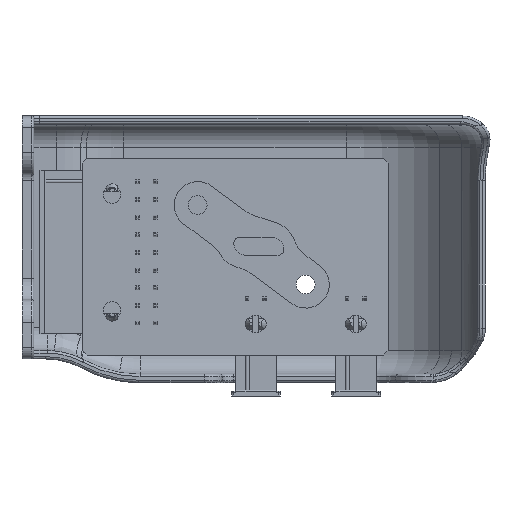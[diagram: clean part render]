
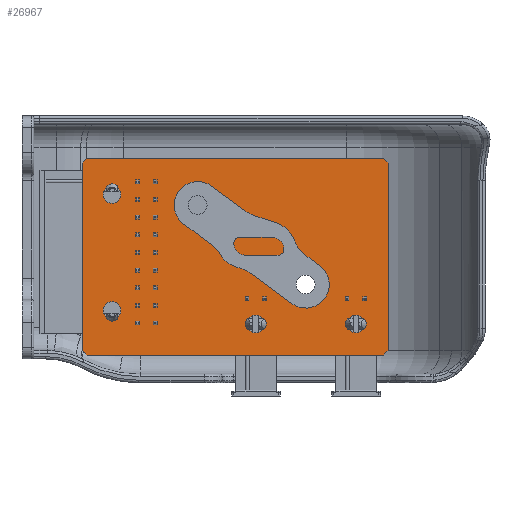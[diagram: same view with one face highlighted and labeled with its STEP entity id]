
A CAD part, left-side view. The second image highlights one B-rep face of the part: STEP entity #26967.
In plain terms, the highlighted planar face has unit normal (-1, 0, 0).
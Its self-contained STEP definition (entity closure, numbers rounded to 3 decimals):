
#306=FACE_BOUND('',#3381,.T.);
#307=FACE_BOUND('',#3382,.T.);
#308=FACE_BOUND('',#3383,.T.);
#309=FACE_BOUND('',#3384,.T.);
#310=FACE_BOUND('',#3385,.T.);
#311=FACE_BOUND('',#3386,.T.);
#459=PLANE('',#28661);
#1792=FACE_OUTER_BOUND('',#3380,.T.);
#3380=EDGE_LOOP('',(#18943,#18944,#18945,#18946,#18947,#18948,#18949,#18950));
#3381=EDGE_LOOP('',(#18951));
#3382=EDGE_LOOP('',(#18952));
#3383=EDGE_LOOP('',(#18953));
#3384=EDGE_LOOP('',(#18954));
#3385=EDGE_LOOP('',(#18955));
#3386=EDGE_LOOP('',(#18956));
#5097=LINE('',#38078,#8592);
#5101=LINE('',#38086,#8596);
#5104=LINE('',#38092,#8599);
#5107=LINE('',#38098,#8602);
#5110=LINE('',#38104,#8605);
#5113=LINE('',#38110,#8608);
#5116=LINE('',#38116,#8611);
#5119=LINE('',#38121,#8614);
#8592=VECTOR('',#30651,10.);
#8596=VECTOR('',#30657,10.);
#8599=VECTOR('',#30662,10.);
#8602=VECTOR('',#30667,10.);
#8605=VECTOR('',#30672,10.);
#8608=VECTOR('',#30677,10.);
#8611=VECTOR('',#30682,10.);
#8614=VECTOR('',#30687,10.);
#12081=CIRCLE('',#28635,1.5);
#12083=CIRCLE('',#28638,1.5);
#12085=CIRCLE('',#28641,1.5);
#12087=CIRCLE('',#28644,1.5);
#12090=CIRCLE('',#28648,1.6);
#12092=CIRCLE('',#28651,1.6);
#12419=VERTEX_POINT('',#38040);
#12421=VERTEX_POINT('',#38046);
#12423=VERTEX_POINT('',#38052);
#12425=VERTEX_POINT('',#38058);
#12428=VERTEX_POINT('',#38066);
#12430=VERTEX_POINT('',#38072);
#12431=VERTEX_POINT('',#38076);
#12432=VERTEX_POINT('',#38077);
#12435=VERTEX_POINT('',#38085);
#12437=VERTEX_POINT('',#38091);
#12439=VERTEX_POINT('',#38097);
#12441=VERTEX_POINT('',#38103);
#12443=VERTEX_POINT('',#38109);
#12445=VERTEX_POINT('',#38115);
#14919=EDGE_CURVE('',#12419,#12419,#12081,.T.);
#14922=EDGE_CURVE('',#12421,#12421,#12083,.T.);
#14925=EDGE_CURVE('',#12423,#12423,#12085,.T.);
#14928=EDGE_CURVE('',#12425,#12425,#12087,.T.);
#14933=EDGE_CURVE('',#12428,#12428,#12090,.T.);
#14936=EDGE_CURVE('',#12430,#12430,#12092,.T.);
#14937=EDGE_CURVE('',#12431,#12432,#5097,.T.);
#14941=EDGE_CURVE('',#12432,#12435,#5101,.T.);
#14944=EDGE_CURVE('',#12435,#12437,#5104,.T.);
#14947=EDGE_CURVE('',#12437,#12439,#5107,.T.);
#14950=EDGE_CURVE('',#12439,#12441,#5110,.T.);
#14953=EDGE_CURVE('',#12443,#12441,#5113,.T.);
#14956=EDGE_CURVE('',#12443,#12445,#5116,.T.);
#14959=EDGE_CURVE('',#12431,#12445,#5119,.T.);
#18943=ORIENTED_EDGE('',*,*,#14959,.F.);
#18944=ORIENTED_EDGE('',*,*,#14937,.T.);
#18945=ORIENTED_EDGE('',*,*,#14941,.T.);
#18946=ORIENTED_EDGE('',*,*,#14944,.T.);
#18947=ORIENTED_EDGE('',*,*,#14947,.T.);
#18948=ORIENTED_EDGE('',*,*,#14950,.T.);
#18949=ORIENTED_EDGE('',*,*,#14953,.F.);
#18950=ORIENTED_EDGE('',*,*,#14956,.T.);
#18951=ORIENTED_EDGE('',*,*,#14919,.T.);
#18952=ORIENTED_EDGE('',*,*,#14922,.T.);
#18953=ORIENTED_EDGE('',*,*,#14925,.T.);
#18954=ORIENTED_EDGE('',*,*,#14928,.T.);
#18955=ORIENTED_EDGE('',*,*,#14936,.T.);
#18956=ORIENTED_EDGE('',*,*,#14933,.T.);
#26967=ADVANCED_FACE('',(#1792,#306,#307,#308,#309,#310,#311),#459,.F.);
#28635=AXIS2_PLACEMENT_3D('',#38041,#30609,#30610);
#28638=AXIS2_PLACEMENT_3D('',#38047,#30616,#30617);
#28641=AXIS2_PLACEMENT_3D('',#38053,#30623,#30624);
#28644=AXIS2_PLACEMENT_3D('',#38059,#30630,#30631);
#28648=AXIS2_PLACEMENT_3D('',#38068,#30640,#30641);
#28651=AXIS2_PLACEMENT_3D('',#38074,#30647,#30648);
#28661=AXIS2_PLACEMENT_3D('',#38124,#30691,#30692);
#30609=DIRECTION('center_axis',(1.,0.,
0.));
#30610=DIRECTION('ref_axis',(0.,1.,0.));
#30616=DIRECTION('center_axis',(1.,0.,
0.));
#30617=DIRECTION('ref_axis',(0.,1.,0.));
#30623=DIRECTION('center_axis',(1.,0.,
0.));
#30624=DIRECTION('ref_axis',(0.,1.,0.));
#30630=DIRECTION('center_axis',(1.,0.,
0.));
#30631=DIRECTION('ref_axis',(0.,1.,0.));
#30640=DIRECTION('center_axis',(1.,0.,
0.));
#30641=DIRECTION('ref_axis',(0.,1.,0.));
#30647=DIRECTION('center_axis',(1.,0.,
0.));
#30648=DIRECTION('ref_axis',(0.,1.,0.));
#30651=DIRECTION('',(0.,1.,0.));
#30657=DIRECTION('',(0.,0.707,-0.707));
#30662=DIRECTION('',(0.,0.,-1.));
#30667=DIRECTION('',(0.,-0.707,-0.707));
#30672=DIRECTION('',(0.,-1.,0.));
#30677=DIRECTION('',(0.,0.707,-0.707));
#30682=DIRECTION('',(0.,0.,1.));
#30687=DIRECTION('',(0.,-0.707,-0.707));
#30691=DIRECTION('center_axis',(1.,0.,
0.));
#30692=DIRECTION('ref_axis',(0.,1.,0.));
#38040=CARTESIAN_POINT('',(149.1,162.6,114.247));
#38041=CARTESIAN_POINT('Origin',(149.1,164.1,114.247));
#38046=CARTESIAN_POINT('',(149.1,138.2,111.947));
#38047=CARTESIAN_POINT('Origin',(149.1,139.7,111.947));
#38052=CARTESIAN_POINT('',(149.1,162.6,133.947));
#38053=CARTESIAN_POINT('Origin',(149.1,164.1,133.947));
#38058=CARTESIAN_POINT('',(149.1,121.2,111.947));
#38059=CARTESIAN_POINT('Origin',(149.1,122.7,111.947));
#38066=CARTESIAN_POINT('',(149.1,147.95,132.147));
#38068=CARTESIAN_POINT('Origin',(149.1,149.55,132.147));
#38072=CARTESIAN_POINT('',(149.1,129.6,118.647));
#38074=CARTESIAN_POINT('Origin',(149.1,131.2,118.647));
#38076=CARTESIAN_POINT('',(149.1,118.049,140.147));
#38077=CARTESIAN_POINT('',(149.1,168.351,140.147));
#38078=CARTESIAN_POINT('',(149.1,118.049,140.147));
#38085=CARTESIAN_POINT('',(149.1,169.2,139.299));
#38086=CARTESIAN_POINT('',(149.1,168.351,140.147));
#38091=CARTESIAN_POINT('',(149.1,169.2,107.496));
#38092=CARTESIAN_POINT('',(149.1,169.2,139.299));
#38097=CARTESIAN_POINT('',(149.1,168.351,106.647));
#38098=CARTESIAN_POINT('',(149.1,169.2,107.496));
#38103=CARTESIAN_POINT('',(149.1,118.049,106.647));
#38104=CARTESIAN_POINT('',(149.1,168.351,106.647));
#38109=CARTESIAN_POINT('',(149.1,117.2,107.496));
#38110=CARTESIAN_POINT('',(149.1,117.2,107.496));
#38115=CARTESIAN_POINT('',(149.1,117.2,139.299));
#38116=CARTESIAN_POINT('',(149.1,117.2,107.496));
#38121=CARTESIAN_POINT('',(149.1,118.049,140.147));
#38124=CARTESIAN_POINT('Origin',(149.1,143.2,123.397));
